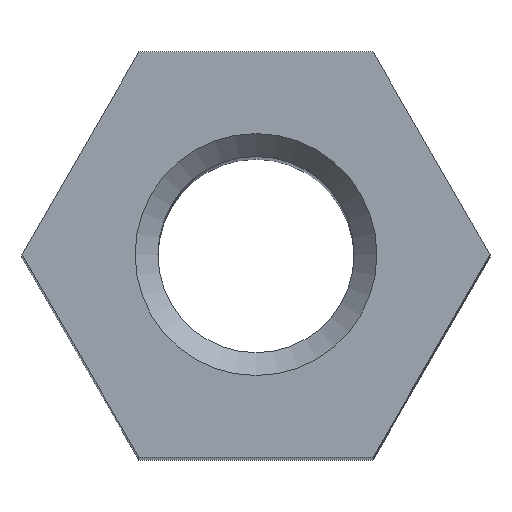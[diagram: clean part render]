
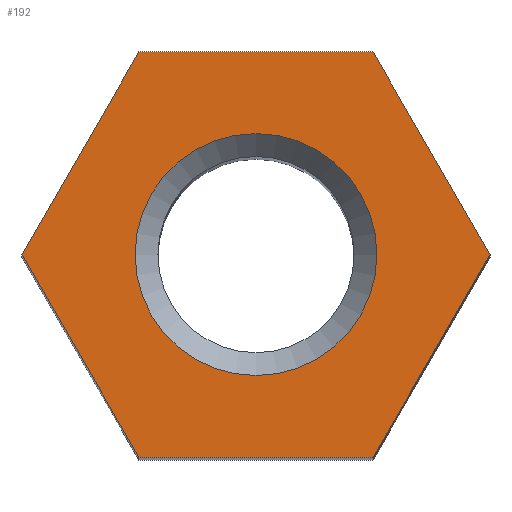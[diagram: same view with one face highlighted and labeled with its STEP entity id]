
A CAD part, top view. The second image highlights one B-rep face of the part: STEP entity #192.
In plain terms, the highlighted planar face has unit normal (0, 0, 1).
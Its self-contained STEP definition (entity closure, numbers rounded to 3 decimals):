
#18=FACE_BOUND('',#40,.T.);
#23=CIRCLE('',#207,1.85);
#27=FACE_OUTER_BOUND('',#39,.T.);
#39=EDGE_LOOP('',(#134,#135,#136,#137,#138,#139));
#40=EDGE_LOOP('',(#140));
#59=LINE('',#288,#77);
#60=LINE('',#290,#78);
#61=LINE('',#292,#79);
#62=LINE('',#294,#80);
#63=LINE('',#296,#81);
#64=LINE('',#297,#82);
#77=VECTOR('',#233,3.58);
#78=VECTOR('',#234,3.58);
#79=VECTOR('',#235,3.58);
#80=VECTOR('',#236,3.58);
#81=VECTOR('',#237,3.58);
#82=VECTOR('',#238,3.58);
#96=VERTEX_POINT('',#286);
#97=VERTEX_POINT('',#287);
#98=VERTEX_POINT('',#289);
#99=VERTEX_POINT('',#291);
#100=VERTEX_POINT('',#293);
#101=VERTEX_POINT('',#295);
#102=VERTEX_POINT('',#298);
#112=EDGE_CURVE('',#96,#97,#59,.T.);
#113=EDGE_CURVE('',#97,#98,#60,.T.);
#114=EDGE_CURVE('',#98,#99,#61,.T.);
#115=EDGE_CURVE('',#99,#100,#62,.T.);
#116=EDGE_CURVE('',#100,#101,#63,.T.);
#117=EDGE_CURVE('',#101,#96,#64,.T.);
#118=EDGE_CURVE('',#102,#102,#23,.T.);
#134=ORIENTED_EDGE('',*,*,#112,.T.);
#135=ORIENTED_EDGE('',*,*,#113,.T.);
#136=ORIENTED_EDGE('',*,*,#114,.T.);
#137=ORIENTED_EDGE('',*,*,#115,.T.);
#138=ORIENTED_EDGE('',*,*,#116,.T.);
#139=ORIENTED_EDGE('',*,*,#117,.T.);
#140=ORIENTED_EDGE('',*,*,#118,.T.);
#172=PLANE('',#206);
#192=ADVANCED_FACE('',(#27,#18),#172,.T.);
#206=AXIS2_PLACEMENT_3D('',#285,#231,#232);
#207=AXIS2_PLACEMENT_3D('',#299,#239,#240);
#231=DIRECTION('center_axis',(0.,0.,1.));
#232=DIRECTION('ref_axis',(1.,0.,0.));
#233=DIRECTION('',(1.,0.,0.));
#234=DIRECTION('',(0.5,0.866,0.));
#235=DIRECTION('',(-0.5,0.866,0.));
#236=DIRECTION('',(-1.,0.,0.));
#237=DIRECTION('',(-0.5,-0.866,0.));
#238=DIRECTION('',(0.5,-0.866,0.));
#239=DIRECTION('center_axis',(0.,0.,-1.));
#240=DIRECTION('ref_axis',(-1.,0.,0.));
#285=CARTESIAN_POINT('Origin',(0.,0.,25.4));
#286=CARTESIAN_POINT('',(-1.79,-3.1,25.4));
#287=CARTESIAN_POINT('',(1.79,-3.1,25.4));
#288=CARTESIAN_POINT('',(-1.79,-3.1,25.4));
#289=CARTESIAN_POINT('',(3.58,0.,25.4));
#290=CARTESIAN_POINT('',(1.79,-3.1,25.4));
#291=CARTESIAN_POINT('',(1.79,3.1,25.4));
#292=CARTESIAN_POINT('',(3.58,0.,25.4));
#293=CARTESIAN_POINT('',(-1.79,3.1,25.4));
#294=CARTESIAN_POINT('',(1.79,3.1,25.4));
#295=CARTESIAN_POINT('',(-3.58,0.,25.4));
#296=CARTESIAN_POINT('',(-1.79,3.1,25.4));
#297=CARTESIAN_POINT('',(-3.58,0.,25.4));
#298=CARTESIAN_POINT('',(-1.85,0.,25.4));
#299=CARTESIAN_POINT('Origin',(0.,0.,25.4));
